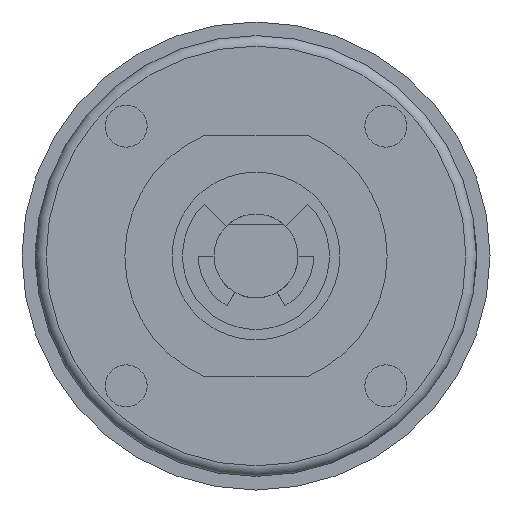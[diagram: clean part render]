
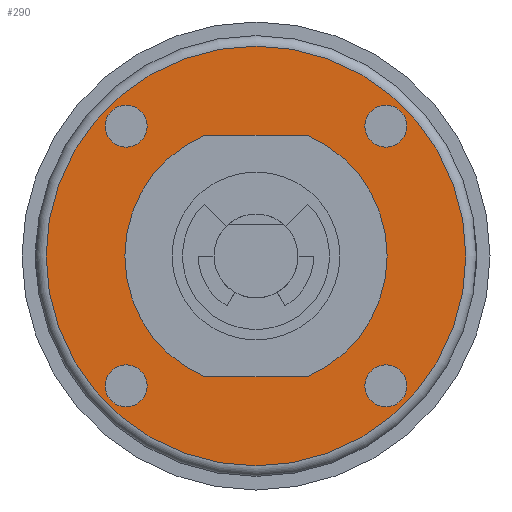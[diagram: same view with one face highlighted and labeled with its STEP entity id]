
A CAD part, front view. The second image highlights one B-rep face of the part: STEP entity #290.
In plain terms, the highlighted planar face has unit normal (0, -1, 0).
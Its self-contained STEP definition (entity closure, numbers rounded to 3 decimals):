
#190=CARTESIAN_POINT('',(-20.0,0.0,0.));
#191=VERTEX_POINT('',#190);
#192=CARTESIAN_POINT('',(0.0,0.0,0.0));
#193=DIRECTION('',(0.0,1.0,0.0));
#194=DIRECTION('',(1.0,0.0,0.0));
#195=AXIS2_PLACEMENT_3D('',#192,#193,#194);
#196=CIRCLE('',#195,20.0);
#197=EDGE_CURVE('',#191,#191,#196,.T.);
#202=CARTESIAN_POINT('',(0.0,0.0,0.0));
#203=DIRECTION('',(0.0,-1.0,0.0));
#204=DIRECTION('',(0.0,0.0,-1.0));
#205=AXIS2_PLACEMENT_3D('',#202,#203,#204);
#206=PLANE('',#205);
#207=ORIENTED_EDGE('',*,*,#197,.F.);
#208=EDGE_LOOP('',(#207));
#209=FACE_OUTER_BOUND('',#208,.T.);
#210=CARTESIAN_POINT('',(4.899,0.,11.5));
#211=VERTEX_POINT('',#210);
#212=CARTESIAN_POINT('',(4.899,0.,-11.5));
#213=VERTEX_POINT('',#212);
#214=CARTESIAN_POINT('',(0.0,0.0,0.0));
#215=DIRECTION('',(0.0,1.0,0.0));
#216=DIRECTION('',(-1.0,0.0,0.0));
#217=AXIS2_PLACEMENT_3D('',#214,#215,#216);
#218=CIRCLE('',#217,12.5);
#219=EDGE_CURVE('',#211,#213,#218,.T.);
#220=ORIENTED_EDGE('',*,*,#219,.T.);
#221=CARTESIAN_POINT('',(-4.899,0.,-11.5));
#222=VERTEX_POINT('',#221);
#223=CARTESIAN_POINT('',(4.899,0.0,-11.5));
#224=DIRECTION('',(-1.0,0.0,0.0));
#225=VECTOR('',#224,9.798);
#226=LINE('',#223,#225);
#227=EDGE_CURVE('',#213,#222,#226,.T.);
#228=ORIENTED_EDGE('',*,*,#227,.T.);
#229=CARTESIAN_POINT('',(-4.899,0.,11.5));
#230=VERTEX_POINT('',#229);
#231=CARTESIAN_POINT('',(0.0,0.0,0.0));
#232=DIRECTION('',(0.0,1.0,0.0));
#233=DIRECTION('',(-1.0,0.0,0.0));
#234=AXIS2_PLACEMENT_3D('',#231,#232,#233);
#235=CIRCLE('',#234,12.5);
#236=EDGE_CURVE('',#222,#230,#235,.T.);
#237=ORIENTED_EDGE('',*,*,#236,.T.);
#238=CARTESIAN_POINT('',(-4.899,0.0,11.5));
#239=DIRECTION('',(1.0,0.0,0.0));
#240=VECTOR('',#239,9.798);
#241=LINE('',#238,#240);
#242=EDGE_CURVE('',#230,#211,#241,.T.);
#243=ORIENTED_EDGE('',*,*,#242,.T.);
#244=EDGE_LOOP('',(#220,#228,#237,#243));
#245=FACE_BOUND('',#244,.T.);
#246=CARTESIAN_POINT('',(-10.374,0.0,12.374));
#247=VERTEX_POINT('',#246);
#248=CARTESIAN_POINT('',(-12.374,0.0,12.374));
#249=DIRECTION('',(0.0,1.0,0.0));
#250=DIRECTION('',(-1.0,0.0,0.0));
#251=AXIS2_PLACEMENT_3D('',#248,#249,#250);
#252=CIRCLE('',#251,2.0);
#253=EDGE_CURVE('',#247,#247,#252,.T.);
#254=ORIENTED_EDGE('',*,*,#253,.T.);
#255=EDGE_LOOP('',(#254));
#256=FACE_BOUND('',#255,.T.);
#257=CARTESIAN_POINT('',(12.374,0.0,10.374));
#258=VERTEX_POINT('',#257);
#259=CARTESIAN_POINT('',(12.374,0.0,12.374));
#260=DIRECTION('',(0.0,1.0,0.0));
#261=DIRECTION('',(0.0,0.0,1.0));
#262=AXIS2_PLACEMENT_3D('',#259,#260,#261);
#263=CIRCLE('',#262,2.0);
#264=EDGE_CURVE('',#258,#258,#263,.T.);
#265=ORIENTED_EDGE('',*,*,#264,.T.);
#266=EDGE_LOOP('',(#265));
#267=FACE_BOUND('',#266,.T.);
#268=CARTESIAN_POINT('',(10.374,0.0,-12.374));
#269=VERTEX_POINT('',#268);
#270=CARTESIAN_POINT('',(12.374,0.0,-12.374));
#271=DIRECTION('',(0.0,1.0,0.0));
#272=DIRECTION('',(1.0,0.0,0.0));
#273=AXIS2_PLACEMENT_3D('',#270,#271,#272);
#274=CIRCLE('',#273,2.0);
#275=EDGE_CURVE('',#269,#269,#274,.T.);
#276=ORIENTED_EDGE('',*,*,#275,.T.);
#277=EDGE_LOOP('',(#276));
#278=FACE_BOUND('',#277,.T.);
#279=CARTESIAN_POINT('',(-12.374,0.0,-10.374));
#280=VERTEX_POINT('',#279);
#281=CARTESIAN_POINT('',(-12.374,0.0,-12.374));
#282=DIRECTION('',(0.0,1.0,0.0));
#283=DIRECTION('',(0.0,0.0,-1.0));
#284=AXIS2_PLACEMENT_3D('',#281,#282,#283);
#285=CIRCLE('',#284,2.0);
#286=EDGE_CURVE('',#280,#280,#285,.T.);
#287=ORIENTED_EDGE('',*,*,#286,.T.);
#288=EDGE_LOOP('',(#287));
#289=FACE_BOUND('',#288,.T.);
#290=ADVANCED_FACE('',(#209,#245,#256,#267,#278,#289),#206,.T.);
